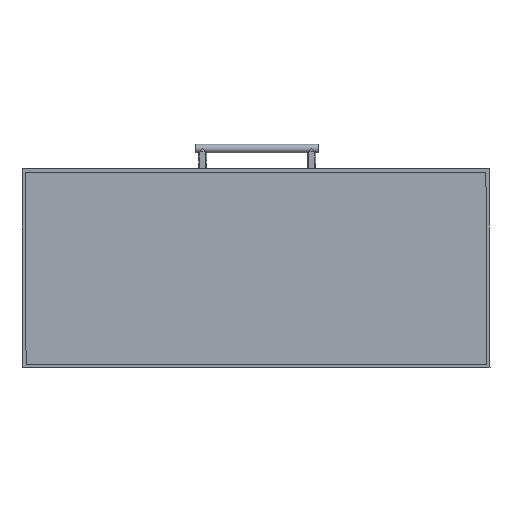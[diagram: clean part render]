
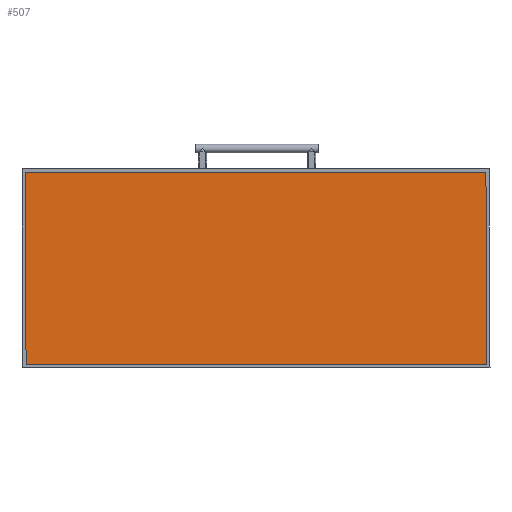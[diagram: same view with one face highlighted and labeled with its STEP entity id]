
A CAD part, front view. The second image highlights one B-rep face of the part: STEP entity #507.
In plain terms, the highlighted planar face has unit normal (0, -1, 0).
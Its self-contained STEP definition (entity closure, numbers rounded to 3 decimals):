
#116 = LINE ( 'NONE', #5126, #6564 ) ;
#184 = DIRECTION ( 'NONE',  ( 0.004, 0., -1. ) ) ;
#491 = VERTEX_POINT ( 'NONE', #6075 ) ;
#507 = ADVANCED_FACE ( 'NONE', ( #5611 ), #6109, .F. ) ;
#531 = CARTESIAN_POINT ( 'NONE',  ( -699.239, 67., 209.235 ) ) ;
#579 = DIRECTION ( 'NONE',  ( -1., 0., 0. ) ) ;
#647 = LINE ( 'NONE', #2883, #7004 ) ;
#862 = CARTESIAN_POINT ( 'NONE',  ( 700.723, 67., -370.765 ) ) ;
#1127 = DIRECTION ( 'NONE',  ( 0., 1., 0. ) ) ;
#1163 = CARTESIAN_POINT ( 'NONE',  ( 700.723, 67., 219.235 ) ) ;
#1288 = ORIENTED_EDGE ( 'NONE', *, *, #5461, .F. ) ;
#1320 = EDGE_LOOP ( 'NONE', ( #3206, #2157, #1288, #4174 ) ) ;
#2153 = DIRECTION ( 'NONE',  ( 0.004, 0., -1. ) ) ;
#2157 = ORIENTED_EDGE ( 'NONE', *, *, #3944, .F. ) ;
#2534 = VERTEX_POINT ( 'NONE', #6478 ) ;
#2620 = CARTESIAN_POINT ( 'NONE',  ( -699.257, 67., 213.931 ) ) ;
#2883 = CARTESIAN_POINT ( 'NONE',  ( 700.723, 67., 209.235 ) ) ;
#3164 = VECTOR ( 'NONE', #3531, 1000. ) ;
#3206 = ORIENTED_EDGE ( 'NONE', *, *, #5941, .T. ) ;
#3243 = VERTEX_POINT ( 'NONE', #5783 ) ;
#3368 = DIRECTION ( 'NONE',  ( 0., 0., 1. ) ) ;
#3531 = DIRECTION ( 'NONE',  ( -1., 0., 0. ) ) ;
#3944 = EDGE_CURVE ( 'NONE', #2534, #3243, #4770, .T. ) ;
#4174 = ORIENTED_EDGE ( 'NONE', *, *, #5767, .T. ) ;
#4565 = AXIS2_PLACEMENT_3D ( 'NONE', #1163, #1127, #3368 ) ;
#4770 = LINE ( 'NONE', #862, #3164 ) ;
#5126 = CARTESIAN_POINT ( 'NONE',  ( 690.723, 67., 219.197 ) ) ;
#5461 = EDGE_CURVE ( 'NONE', #491, #2534, #116, .T. ) ;
#5611 = FACE_OUTER_BOUND ( 'NONE', #1320, .T. ) ;
#5767 = EDGE_CURVE ( 'NONE', #491, #5991, #647, .T. ) ;
#5783 = CARTESIAN_POINT ( 'NONE',  ( -697.041, 67., -370.765 ) ) ;
#5941 = EDGE_CURVE ( 'NONE', #5991, #3243, #7058, .T. ) ;
#5991 = VERTEX_POINT ( 'NONE', #531 ) ;
#6075 = CARTESIAN_POINT ( 'NONE',  ( 690.761, 67., 209.235 ) ) ;
#6109 = PLANE ( 'NONE',  #4565 ) ;
#6478 = CARTESIAN_POINT ( 'NONE',  ( 692.958, 67., -370.765 ) ) ;
#6532 = VECTOR ( 'NONE', #2153, 1000. ) ;
#6564 = VECTOR ( 'NONE', #184, 1000. ) ;
#7004 = VECTOR ( 'NONE', #579, 1000. ) ;
#7058 = LINE ( 'NONE', #2620, #6532 ) ;
